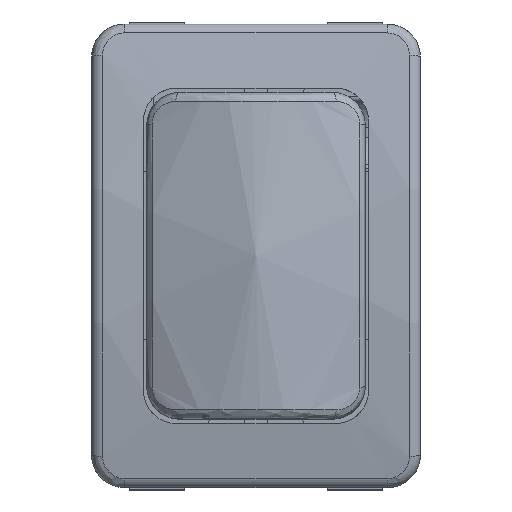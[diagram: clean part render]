
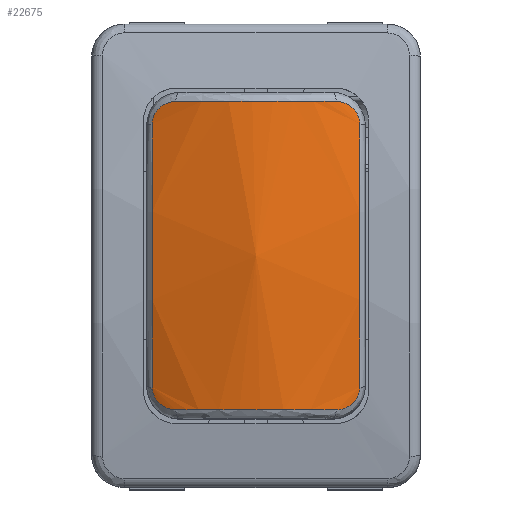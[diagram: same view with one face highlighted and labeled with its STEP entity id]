
A CAD part, top view. The second image highlights one B-rep face of the part: STEP entity #22675.
In plain terms, the highlighted free-form (B-spline) face has degree [2, 2] with [3, 9] control points.
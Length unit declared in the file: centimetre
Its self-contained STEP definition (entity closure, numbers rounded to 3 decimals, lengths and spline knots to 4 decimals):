
#33=(
BOUNDED_SURFACE()
B_SPLINE_SURFACE(2,2,((#31337,#31338,#31339,#31340,#31341,#31342,#31343,
#31344,#31345),(#31346,#31347,#31348,#31349,#31350,#31351,#31352,#31353,
#31354),(#31355,#31356,#31357,#31358,#31359,#31360,#31361,#31362,#31363)),
 .UNSPECIFIED.,.F.,.T.,.F.)
B_SPLINE_SURFACE_WITH_KNOTS((3,3),(3,2,2,2,3),(2.0391,3.1416),
(0.,1.5708,3.1416,4.7124,6.2832),
 .UNSPECIFIED.)
GEOMETRIC_REPRESENTATION_ITEM()
RATIONAL_B_SPLINE_SURFACE(((1.,0.707,1.,0.707,1.,
0.707,1.,0.707,1.),(0.852,0.602,
0.852,0.602,0.852,0.602,
0.852,0.602,0.852),(1.,0.707,
1.,0.707,1.,0.707,1.,0.707,1.)))
REPRESENTATION_ITEM('')
SURFACE()
);
#313=B_SPLINE_CURVE_WITH_KNOTS('',3,(#31042,#31043,#31044,#31045,#31046,
#31047),.UNSPECIFIED.,.F.,.F.,(4,1,1,4),(-0.1621,-0.0926,
-0.0463,0.),.UNSPECIFIED.);
#315=B_SPLINE_CURVE_WITH_KNOTS('',3,(#31081,#31082,#31083,#31084,#31085),
 .UNSPECIFIED.,.F.,.F.,(4,1,4),(-0.7061,-0.4035,0.),
 .UNSPECIFIED.);
#317=B_SPLINE_CURVE_WITH_KNOTS('',3,(#31113,#31114,#31115,#31116),
 .UNSPECIFIED.,.F.,.F.,(4,4),(-1.18,0.),.UNSPECIFIED.);
#319=B_SPLINE_CURVE_WITH_KNOTS('',3,(#31156,#31157,#31158,#31159,#31160,
#31161),.UNSPECIFIED.,.F.,.F.,(4,1,1,4),(-0.162,-0.1157,
-0.0694,0.),.UNSPECIFIED.);
#321=B_SPLINE_CURVE_WITH_KNOTS('',3,(#31201,#31202,#31203,#31204,#31205,
#31206),.UNSPECIFIED.,.F.,.F.,(4,1,1,4),(-0.1621,-0.1274,
-0.0926,0.),.UNSPECIFIED.);
#323=B_SPLINE_CURVE_WITH_KNOTS('',3,(#31234,#31235,#31236,#31237),
 .UNSPECIFIED.,.F.,.F.,(4,4),(-1.18,0.),.UNSPECIFIED.);
#325=B_SPLINE_CURVE_WITH_KNOTS('',3,(#31271,#31272,#31273,#31274,#31275),
 .UNSPECIFIED.,.F.,.F.,(4,1,4),(-0.7061,-0.4035,0.),
 .UNSPECIFIED.);
#327=B_SPLINE_CURVE_WITH_KNOTS('',3,(#31312,#31313,#31314,#31315,#31316,
#31317),.UNSPECIFIED.,.F.,.F.,(4,1,1,4),(-0.162,-0.0926,
-0.0463,0.),.UNSPECIFIED.);
#867=FACE_OUTER_BOUND('',#2077,.T.);
#2077=EDGE_LOOP('',(#15285,#15286,#15287,#15288,#15289,#15290,#15291,#15292));
#9347=VERTEX_POINT('',#31030);
#9350=VERTEX_POINT('',#31040);
#9352=VERTEX_POINT('',#31079);
#9353=VERTEX_POINT('',#31106);
#9356=VERTEX_POINT('',#31154);
#9357=VERTEX_POINT('',#31192);
#9360=VERTEX_POINT('',#31232);
#9361=VERTEX_POINT('',#31263);
#11661=EDGE_CURVE('',#9350,#9347,#313,.T.);
#11664=EDGE_CURVE('',#9352,#9350,#315,.T.);
#11667=EDGE_CURVE('',#9347,#9353,#317,.T.);
#11670=EDGE_CURVE('',#9356,#9352,#319,.T.);
#11673=EDGE_CURVE('',#9353,#9357,#321,.T.);
#11676=EDGE_CURVE('',#9360,#9356,#323,.T.);
#11679=EDGE_CURVE('',#9357,#9361,#325,.T.);
#11681=EDGE_CURVE('',#9361,#9360,#327,.T.);
#15285=ORIENTED_EDGE('',*,*,#11661,.F.);
#15286=ORIENTED_EDGE('',*,*,#11664,.F.);
#15287=ORIENTED_EDGE('',*,*,#11670,.F.);
#15288=ORIENTED_EDGE('',*,*,#11676,.F.);
#15289=ORIENTED_EDGE('',*,*,#11681,.F.);
#15290=ORIENTED_EDGE('',*,*,#11679,.F.);
#15291=ORIENTED_EDGE('',*,*,#11673,.F.);
#15292=ORIENTED_EDGE('',*,*,#11667,.F.);
#22675=ADVANCED_FACE('',(#867),#33,.F.);
#31030=CARTESIAN_POINT('',(-0.4699,-0.5967,2.0789));
#31040=CARTESIAN_POINT('',(-0.3643,-0.6982,2.1146));
#31042=CARTESIAN_POINT('Ctrl Pts',(-0.3643,-0.6982,
2.1146));
#31043=CARTESIAN_POINT('Ctrl Pts',(-0.3868,-0.6981,
2.1051));
#31044=CARTESIAN_POINT('Ctrl Pts',(-0.4248,-0.6862,
2.0891));
#31045=CARTESIAN_POINT('Ctrl Pts',(-0.4621,-0.6438,
2.0759));
#31046=CARTESIAN_POINT('Ctrl Pts',(-0.4699,-0.6121,
2.0765));
#31047=CARTESIAN_POINT('Ctrl Pts',(-0.4699,-0.5967,
2.0789));
#31079=CARTESIAN_POINT('',(0.3643,-0.6982,2.1146));
#31081=CARTESIAN_POINT('Ctrl Pts',(0.3643,-0.6982,
2.1146));
#31082=CARTESIAN_POINT('Ctrl Pts',(0.2662,-0.6985,
2.1562));
#31083=CARTESIAN_POINT('Ctrl Pts',(0.0209,-0.6989,
2.2142));
#31084=CARTESIAN_POINT('Ctrl Pts',(-0.2336,-0.6986,
2.17));
#31085=CARTESIAN_POINT('Ctrl Pts',(-0.3643,-0.6982,
2.1146));
#31106=CARTESIAN_POINT('',(-0.4699,0.5967,2.0785));
#31113=CARTESIAN_POINT('Ctrl Pts',(-0.4699,-0.5967,
2.0789));
#31114=CARTESIAN_POINT('Ctrl Pts',(-0.4699,-0.2036,
2.14));
#31115=CARTESIAN_POINT('Ctrl Pts',(-0.4699,0.2037,
2.1399));
#31116=CARTESIAN_POINT('Ctrl Pts',(-0.4699,0.5967,
2.0785));
#31154=CARTESIAN_POINT('',(0.4699,-0.5967,2.0789));
#31156=CARTESIAN_POINT('Ctrl Pts',(0.4699,-0.5967,
2.0789));
#31157=CARTESIAN_POINT('Ctrl Pts',(0.4699,-0.6121,
2.0765));
#31158=CARTESIAN_POINT('Ctrl Pts',(0.4621,-0.6437,
2.076));
#31159=CARTESIAN_POINT('Ctrl Pts',(0.4249,-0.6862,
2.0891));
#31160=CARTESIAN_POINT('Ctrl Pts',(0.3868,-0.6981,
2.1051));
#31161=CARTESIAN_POINT('Ctrl Pts',(0.3643,-0.6982,
2.1146));
#31192=CARTESIAN_POINT('',(-0.3643,0.6982,2.1142));
#31201=CARTESIAN_POINT('Ctrl Pts',(-0.4699,0.5967,
2.0785));
#31202=CARTESIAN_POINT('Ctrl Pts',(-0.4699,0.6083,
2.0767));
#31203=CARTESIAN_POINT('Ctrl Pts',(-0.4656,0.6318,
2.0754));
#31204=CARTESIAN_POINT('Ctrl Pts',(-0.4365,0.6802,
2.0837));
#31205=CARTESIAN_POINT('Ctrl Pts',(-0.3943,0.6981,
2.1015));
#31206=CARTESIAN_POINT('Ctrl Pts',(-0.3643,0.6982,
2.1142));
#31232=CARTESIAN_POINT('',(0.4699,0.5967,2.0785));
#31234=CARTESIAN_POINT('Ctrl Pts',(0.4699,0.5967,
2.0785));
#31235=CARTESIAN_POINT('Ctrl Pts',(0.4699,0.2037,
2.1399));
#31236=CARTESIAN_POINT('Ctrl Pts',(0.4699,-0.2036,
2.14));
#31237=CARTESIAN_POINT('Ctrl Pts',(0.4699,-0.5967,
2.0789));
#31263=CARTESIAN_POINT('',(0.3643,0.6982,2.1142));
#31271=CARTESIAN_POINT('Ctrl Pts',(-0.3643,0.6982,
2.1142));
#31272=CARTESIAN_POINT('Ctrl Pts',(-0.2662,0.6985,
2.1558));
#31273=CARTESIAN_POINT('Ctrl Pts',(-0.0174,0.6989,
2.2139));
#31274=CARTESIAN_POINT('Ctrl Pts',(0.2336,0.6986,
2.1696));
#31275=CARTESIAN_POINT('Ctrl Pts',(0.3643,0.6982,
2.1142));
#31312=CARTESIAN_POINT('Ctrl Pts',(0.3643,0.6982,2.1142));
#31313=CARTESIAN_POINT('Ctrl Pts',(0.3868,0.6981,2.1047));
#31314=CARTESIAN_POINT('Ctrl Pts',(0.4249,0.6862,2.0887));
#31315=CARTESIAN_POINT('Ctrl Pts',(0.4621,0.6437,
2.0756));
#31316=CARTESIAN_POINT('Ctrl Pts',(0.4699,0.6121,2.0761));
#31317=CARTESIAN_POINT('Ctrl Pts',(0.4699,0.5967,
2.0785));
#31337=CARTESIAN_POINT('Ctrl Pts',(-0.495,3.8588,-1.75));
#31338=CARTESIAN_POINT('Ctrl Pts',(-0.495,3.8589,2.11));
#31339=CARTESIAN_POINT('Ctrl Pts',(-0.495,-0.0011,2.11));
#31340=CARTESIAN_POINT('Ctrl Pts',(-0.495,-3.8611,2.11));
#31341=CARTESIAN_POINT('Ctrl Pts',(-0.495,-3.8612,-1.75));
#31342=CARTESIAN_POINT('Ctrl Pts',(-0.495,-3.8612,-5.61));
#31343=CARTESIAN_POINT('Ctrl Pts',(-0.495,-0.0012,-5.61));
#31344=CARTESIAN_POINT('Ctrl Pts',(-0.495,3.8588,-5.61));
#31345=CARTESIAN_POINT('Ctrl Pts',(-0.495,3.8588,-1.75));
#31346=CARTESIAN_POINT('Ctrl Pts',(0.,4.1632,
-1.75));
#31347=CARTESIAN_POINT('Ctrl Pts',(0.,4.1631,
2.4144));
#31348=CARTESIAN_POINT('Ctrl Pts',(0.,-0.0012,
2.4143));
#31349=CARTESIAN_POINT('Ctrl Pts',(0.,-4.1656,
2.4143));
#31350=CARTESIAN_POINT('Ctrl Pts',(0.,-4.1655,
-1.75));
#31351=CARTESIAN_POINT('Ctrl Pts',(0.,-4.1655,
-5.9144));
#31352=CARTESIAN_POINT('Ctrl Pts',(0.,-0.0011,
-5.9143));
#31353=CARTESIAN_POINT('Ctrl Pts',(0.,4.1632,
-5.9143));
#31354=CARTESIAN_POINT('Ctrl Pts',(0.,4.1632,
-1.75));
#31355=CARTESIAN_POINT('Ctrl Pts',(0.495,3.8588,-1.75));
#31356=CARTESIAN_POINT('Ctrl Pts',(0.495,3.8589,2.11));
#31357=CARTESIAN_POINT('Ctrl Pts',(0.495,-0.0011,2.11));
#31358=CARTESIAN_POINT('Ctrl Pts',(0.495,-3.8611,2.11));
#31359=CARTESIAN_POINT('Ctrl Pts',(0.495,-3.8612,-1.75));
#31360=CARTESIAN_POINT('Ctrl Pts',(0.495,-3.8612,-5.61));
#31361=CARTESIAN_POINT('Ctrl Pts',(0.495,-0.0012,-5.61));
#31362=CARTESIAN_POINT('Ctrl Pts',(0.495,3.8588,-5.61));
#31363=CARTESIAN_POINT('Ctrl Pts',(0.495,3.8588,-1.75));
